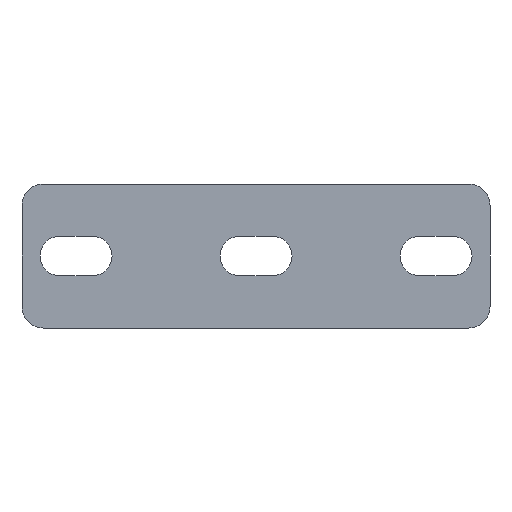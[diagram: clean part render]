
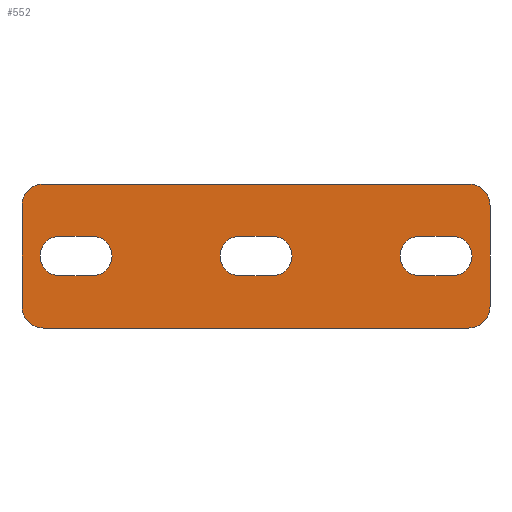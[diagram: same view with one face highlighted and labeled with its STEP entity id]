
A CAD part, front view. The second image highlights one B-rep face of the part: STEP entity #552.
In plain terms, the highlighted planar face has unit normal (0, -1, 0).
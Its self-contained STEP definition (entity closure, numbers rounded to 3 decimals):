
#123=CARTESIAN_POINT('',(59.,-2.5,14.));
#124=DIRECTION('',(0.,-1.,0.));
#125=DIRECTION('',(1.,0.,0.));
#126=AXIS2_PLACEMENT_3D('',#123,#124,#125);
#128=DIRECTION('',(0.,0.,1.));
#129=VECTOR('',#128,28.);
#130=CARTESIAN_POINT('',(65.,-2.5,-14.));
#131=LINE('',#130,#129);
#132=CARTESIAN_POINT('',(59.,-2.5,-14.));
#133=DIRECTION('',(0.,-1.,0.));
#134=DIRECTION('',(0.,0.,-1.));
#135=AXIS2_PLACEMENT_3D('',#132,#133,#134);
#137=DIRECTION('',(1.,0.,0.));
#138=VECTOR('',#137,118.);
#139=CARTESIAN_POINT('',(-59.,-2.5,-20.));
#140=LINE('',#139,#138);
#141=CARTESIAN_POINT('',(-59.,-2.5,-14.));
#142=DIRECTION('',(0.,-1.,0.));
#143=DIRECTION('',(-1.,0.,0.));
#144=AXIS2_PLACEMENT_3D('',#141,#142,#143);
#146=DIRECTION('',(0.,0.,-1.));
#147=VECTOR('',#146,28.);
#148=CARTESIAN_POINT('',(-65.,-2.5,14.));
#149=LINE('',#148,#147);
#150=CARTESIAN_POINT('',(-59.,-2.5,14.));
#151=DIRECTION('',(0.,-1.,0.));
#152=DIRECTION('',(0.,0.,1.));
#153=AXIS2_PLACEMENT_3D('',#150,#151,#152);
#155=DIRECTION('',(-1.,0.,0.));
#156=VECTOR('',#155,118.);
#157=CARTESIAN_POINT('',(59.,-2.5,20.));
#158=LINE('',#157,#156);
#159=CARTESIAN_POINT('',(45.5,-2.5,0.));
#160=DIRECTION('',(0.,1.,0.));
#161=DIRECTION('',(0.,0.,-1.));
#162=AXIS2_PLACEMENT_3D('',#159,#160,#161);
#164=DIRECTION('',(-1.,0.,0.));
#165=VECTOR('',#164,9.);
#166=CARTESIAN_POINT('',(54.5,-2.5,-5.5));
#167=LINE('',#166,#165);
#168=CARTESIAN_POINT('',(54.5,-2.5,0.));
#169=DIRECTION('',(0.,1.,0.));
#170=DIRECTION('',(0.,0.,1.));
#171=AXIS2_PLACEMENT_3D('',#168,#169,#170);
#173=DIRECTION('',(1.,0.,0.));
#174=VECTOR('',#173,9.);
#175=CARTESIAN_POINT('',(45.5,-2.5,5.5));
#176=LINE('',#175,#174);
#177=CARTESIAN_POINT('',(-4.5,-2.5,0.));
#178=DIRECTION('',(0.,1.,0.));
#179=DIRECTION('',(0.,0.,-1.));
#180=AXIS2_PLACEMENT_3D('',#177,#178,#179);
#182=DIRECTION('',(-1.,0.,0.));
#183=VECTOR('',#182,9.);
#184=CARTESIAN_POINT('',(4.5,-2.5,-5.5));
#185=LINE('',#184,#183);
#186=CARTESIAN_POINT('',(4.5,-2.5,0.));
#187=DIRECTION('',(0.,1.,0.));
#188=DIRECTION('',(0.,0.,1.));
#189=AXIS2_PLACEMENT_3D('',#186,#187,#188);
#191=DIRECTION('',(1.,0.,0.));
#192=VECTOR('',#191,9.);
#193=CARTESIAN_POINT('',(-4.5,-2.5,5.5));
#194=LINE('',#193,#192);
#195=CARTESIAN_POINT('',(-45.5,-2.5,0.));
#196=DIRECTION('',(0.,-1.,0.));
#197=DIRECTION('',(0.,0.,-1.));
#198=AXIS2_PLACEMENT_3D('',#195,#196,#197);
#200=DIRECTION('',(-1.,0.,0.));
#201=VECTOR('',#200,9.);
#202=CARTESIAN_POINT('',(-45.5,-2.5,5.5));
#203=LINE('',#202,#201);
#204=CARTESIAN_POINT('',(-54.5,-2.5,0.));
#205=DIRECTION('',(0.,-1.,0.));
#206=DIRECTION('',(0.,0.,1.));
#207=AXIS2_PLACEMENT_3D('',#204,#205,#206);
#209=DIRECTION('',(1.,0.,0.));
#210=VECTOR('',#209,9.);
#211=CARTESIAN_POINT('',(-54.5,-2.5,-5.5));
#212=LINE('',#211,#210);
#265=CARTESIAN_POINT('',(65.,-2.5,14.));
#266=VERTEX_POINT('',#265);
#267=CARTESIAN_POINT('',(59.,-2.5,20.));
#268=VERTEX_POINT('',#267);
#273=CARTESIAN_POINT('',(59.,-2.5,-20.));
#274=VERTEX_POINT('',#273);
#275=CARTESIAN_POINT('',(65.,-2.5,-14.));
#276=VERTEX_POINT('',#275);
#281=CARTESIAN_POINT('',(-65.,-2.5,-14.));
#282=VERTEX_POINT('',#281);
#283=CARTESIAN_POINT('',(-59.,-2.5,-20.));
#284=VERTEX_POINT('',#283);
#289=CARTESIAN_POINT('',(-59.,-2.5,20.));
#290=VERTEX_POINT('',#289);
#291=CARTESIAN_POINT('',(-65.,-2.5,14.));
#292=VERTEX_POINT('',#291);
#301=CARTESIAN_POINT('',(45.5,-2.5,-5.5));
#302=CARTESIAN_POINT('',(45.5,-2.5,5.5));
#303=VERTEX_POINT('',#301);
#304=VERTEX_POINT('',#302);
#305=CARTESIAN_POINT('',(54.5,-2.5,5.5));
#306=VERTEX_POINT('',#305);
#307=CARTESIAN_POINT('',(54.5,-2.5,-5.5));
#308=VERTEX_POINT('',#307);
#310=CARTESIAN_POINT('',(-45.5,-2.5,-5.5));
#312=VERTEX_POINT('',#310);
#314=CARTESIAN_POINT('',(-45.5,-2.5,5.5));
#316=VERTEX_POINT('',#314);
#318=CARTESIAN_POINT('',(-54.5,-2.5,5.5));
#320=VERTEX_POINT('',#318);
#322=CARTESIAN_POINT('',(-54.5,-2.5,-5.5));
#324=VERTEX_POINT('',#322);
#333=CARTESIAN_POINT('',(-4.5,-2.5,-5.5));
#334=CARTESIAN_POINT('',(-4.5,-2.5,5.5));
#335=VERTEX_POINT('',#333);
#336=VERTEX_POINT('',#334);
#337=CARTESIAN_POINT('',(4.5,-2.5,5.5));
#338=VERTEX_POINT('',#337);
#339=CARTESIAN_POINT('',(4.5,-2.5,-5.5));
#340=VERTEX_POINT('',#339);
#507=CARTESIAN_POINT('',(0.,-2.5,0.));
#508=DIRECTION('',(0.,-1.,0.));
#509=DIRECTION('',(1.,0.,0.));
#510=AXIS2_PLACEMENT_3D('',#507,#508,#509);
#511=PLANE('',#510);
#512=ORIENTED_EDGE('',*,*,#403,.F.);
#513=ORIENTED_EDGE('',*,*,#419,.F.);
#514=ORIENTED_EDGE('',*,*,#432,.F.);
#515=ORIENTED_EDGE('',*,*,#447,.F.);
#516=ORIENTED_EDGE('',*,*,#460,.F.);
#517=ORIENTED_EDGE('',*,*,#475,.F.);
#518=ORIENTED_EDGE('',*,*,#488,.F.);
#519=ORIENTED_EDGE('',*,*,#500,.F.);
#520=EDGE_LOOP('',(#512,#513,#514,#515,#516,#517,#518,#519));
#521=FACE_OUTER_BOUND('',#520,.F.);
#523=ORIENTED_EDGE('',*,*,#522,.F.);
#525=ORIENTED_EDGE('',*,*,#524,.F.);
#527=ORIENTED_EDGE('',*,*,#526,.F.);
#529=ORIENTED_EDGE('',*,*,#528,.F.);
#530=EDGE_LOOP('',(#523,#525,#527,#529));
#531=FACE_BOUND('',#530,.F.);
#533=ORIENTED_EDGE('',*,*,#532,.F.);
#535=ORIENTED_EDGE('',*,*,#534,.F.);
#537=ORIENTED_EDGE('',*,*,#536,.F.);
#539=ORIENTED_EDGE('',*,*,#538,.F.);
#540=EDGE_LOOP('',(#533,#535,#537,#539));
#541=FACE_BOUND('',#540,.F.);
#543=ORIENTED_EDGE('',*,*,#542,.T.);
#545=ORIENTED_EDGE('',*,*,#544,.T.);
#547=ORIENTED_EDGE('',*,*,#546,.T.);
#549=ORIENTED_EDGE('',*,*,#548,.T.);
#550=EDGE_LOOP('',(#543,#545,#547,#549));
#551=FACE_BOUND('',#550,.F.);
#552=ADVANCED_FACE('',(#521,#531,#541,#551),#511,.T.);
#127=CIRCLE('',#126,6.);
#136=CIRCLE('',#135,6.);
#145=CIRCLE('',#144,6.);
#154=CIRCLE('',#153,6.);
#163=CIRCLE('',#162,5.5);
#172=CIRCLE('',#171,5.5);
#181=CIRCLE('',#180,5.5);
#190=CIRCLE('',#189,5.5);
#199=CIRCLE('',#198,5.5);
#208=CIRCLE('',#207,5.5);
#403=EDGE_CURVE('',#266,#268,#127,.T.);
#419=EDGE_CURVE('',#276,#266,#131,.T.);
#432=EDGE_CURVE('',#274,#276,#136,.T.);
#447=EDGE_CURVE('',#284,#274,#140,.T.);
#460=EDGE_CURVE('',#282,#284,#145,.T.);
#475=EDGE_CURVE('',#292,#282,#149,.T.);
#488=EDGE_CURVE('',#290,#292,#154,.T.);
#500=EDGE_CURVE('',#268,#290,#158,.T.);
#522=EDGE_CURVE('',#303,#304,#163,.T.);
#524=EDGE_CURVE('',#308,#303,#167,.T.);
#526=EDGE_CURVE('',#306,#308,#172,.T.);
#528=EDGE_CURVE('',#304,#306,#176,.T.);
#532=EDGE_CURVE('',#335,#336,#181,.T.);
#534=EDGE_CURVE('',#340,#335,#185,.T.);
#536=EDGE_CURVE('',#338,#340,#190,.T.);
#538=EDGE_CURVE('',#336,#338,#194,.T.);
#542=EDGE_CURVE('',#312,#316,#199,.T.);
#544=EDGE_CURVE('',#316,#320,#203,.T.);
#546=EDGE_CURVE('',#320,#324,#208,.T.);
#548=EDGE_CURVE('',#324,#312,#212,.T.);
